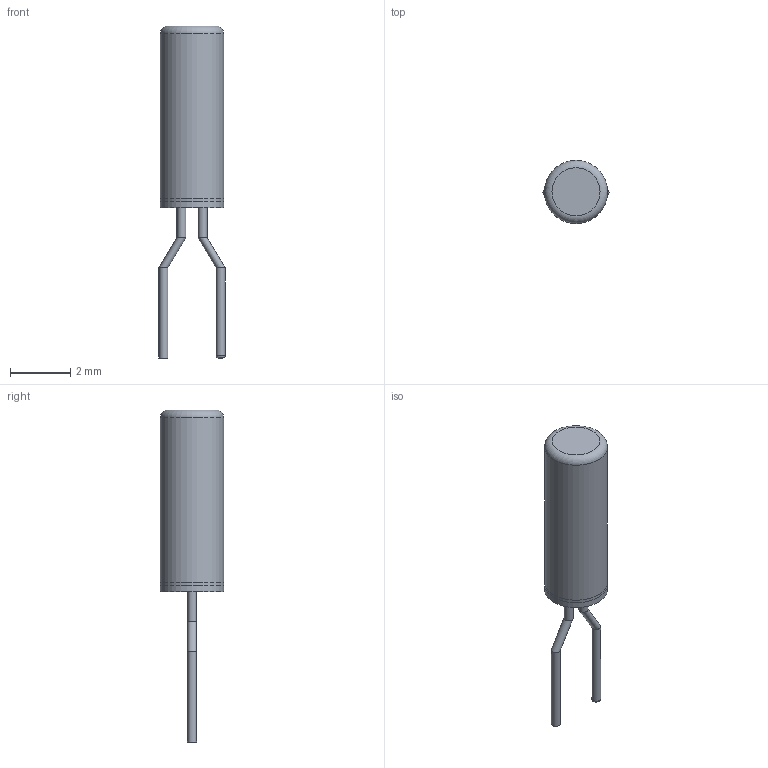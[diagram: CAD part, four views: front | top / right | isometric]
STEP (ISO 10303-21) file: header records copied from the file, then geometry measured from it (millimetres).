
FILE_DESCRIPTION(/* description */ ('model of Crystal_C26-LF_D2.1mm_L6.5mm_Vertical'),/* implementation_level */ '2;1');
FILE_NAME(/* name */ 'Crystal_C26-LF_D2.1mm_L6.5mm_Vertical.step',/* time_stamp */ '2019-07-07T07:25:01',/* author */ ('kicad StepUp','ksu'),/* organization */ ('FreeCAD'),/* preprocessor_version */ 'OCC',/* originating_system */ 'kicad StepUp',/* authorisation */ '');
FILE_SCHEMA(('AUTOMOTIVE_DESIGN { 1 0 10303 214 1 1 1 1 }'));
Length unit declared in the file: millimetre
Products named in the file (1): C26_LF_Vertical
Bounding box: 2.2 x 2.1 x 11.05 mm (x, y, z)
Volume: 21.6 mm3; surface area: 55.7 mm2
Topology: 1 solids, 1 shells, 15 faces, 25 edges, 14 vertices
Faces by surface type: cylinder 7, plane 4, extrusion 2, torus 2
Full cylindrical faces by diameter (mm): 0.3 x4, 2.1 x3
Entity records: 476 total; most frequent: DIRECTION 75, CARTESIAN_POINT 55, ORIENTED_EDGE 50, AXIS2_PLACEMENT_3D 32, EDGE_CURVE 25, CIRCLE 18, FACE_BOUND 17, EDGE_LOOP 17
